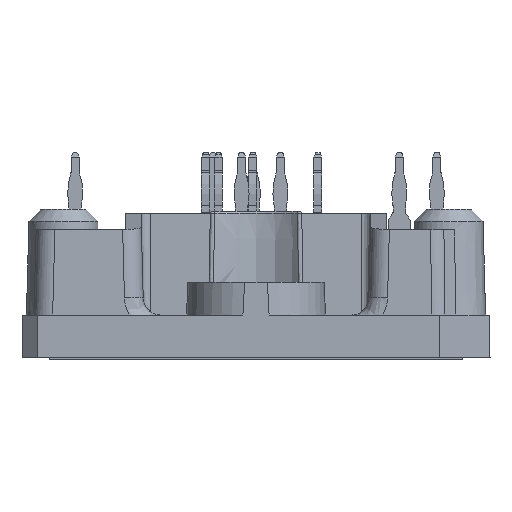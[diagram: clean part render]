
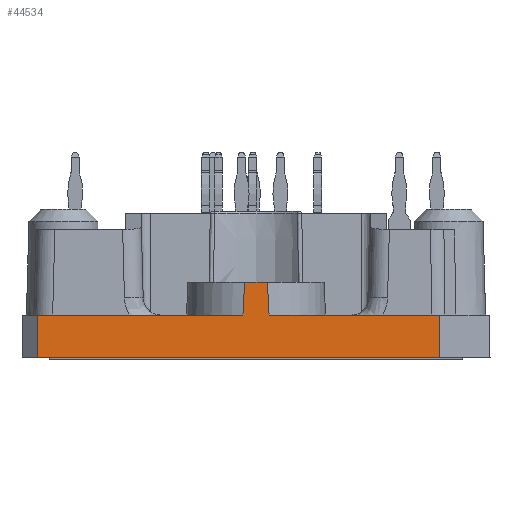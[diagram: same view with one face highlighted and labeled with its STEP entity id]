
A CAD part, left-side view. The second image highlights one B-rep face of the part: STEP entity #44534.
In plain terms, the highlighted planar face has unit normal (-1, 0, 0.018).
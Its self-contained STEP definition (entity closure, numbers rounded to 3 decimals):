
#2209=LINE('',#62103,#5469);
#2229=LINE('',#62255,#5489);
#2513=LINE('',#63104,#5773);
#2514=LINE('',#63106,#5774);
#2515=LINE('',#63108,#5775);
#2516=LINE('',#63114,#5776);
#5469=VECTOR('',#52457,1000.);
#5489=VECTOR('',#52515,1000.);
#5773=VECTOR('',#53317,1000.);
#5774=VECTOR('',#53320,1000.);
#5775=VECTOR('',#53321,1000.);
#5776=VECTOR('',#53322,1000.);
#7946=PLANE('',#47040);
#8549=B_SPLINE_CURVE_WITH_KNOTS('',3,(#63109,#63110,#63111,#63112),
 .UNSPECIFIED.,.F.,.F.,(4,4),(0.,0.003),.UNSPECIFIED.);
#8550=B_SPLINE_CURVE_WITH_KNOTS('',3,(#63116,#63117,#63118,#63119),
 .UNSPECIFIED.,.F.,.F.,(4,4),(0.,0.003),.UNSPECIFIED.);
#12634=ORIENTED_EDGE('',*,*,#19849,.T.);
#12635=ORIENTED_EDGE('',*,*,#20267,.F.);
#12636=ORIENTED_EDGE('',*,*,#20268,.F.);
#12637=ORIENTED_EDGE('',*,*,#20269,.F.);
#12638=ORIENTED_EDGE('',*,*,#19885,.T.);
#12639=ORIENTED_EDGE('',*,*,#20270,.T.);
#12640=ORIENTED_EDGE('',*,*,#20271,.F.);
#12641=ORIENTED_EDGE('',*,*,#20272,.F.);
#19849=EDGE_CURVE('',#23906,#23905,#2209,.T.);
#19885=EDGE_CURVE('',#23932,#23931,#2229,.T.);
#20267=EDGE_CURVE('',#24156,#23905,#2513,.T.);
#20268=EDGE_CURVE('',#24157,#24156,#2514,.T.);
#20269=EDGE_CURVE('',#23932,#24157,#2515,.T.);
#20270=EDGE_CURVE('',#23931,#24158,#8549,.T.);
#20271=EDGE_CURVE('',#24159,#24158,#2516,.T.);
#20272=EDGE_CURVE('',#23906,#24159,#8550,.T.);
#23905=VERTEX_POINT('',#62102);
#23906=VERTEX_POINT('',#62104);
#23931=VERTEX_POINT('',#62254);
#23932=VERTEX_POINT('',#62256);
#24156=VERTEX_POINT('',#63103);
#24157=VERTEX_POINT('',#63107);
#24158=VERTEX_POINT('',#63113);
#24159=VERTEX_POINT('',#63115);
#27951=EDGE_LOOP('',(#12634,#12635,#12636,#12637,#12638,#12639,#12640,#12641));
#29897=FACE_BOUND('',#27951,.T.);
#44534=ADVANCED_FACE('',(#29897),#7946,.T.);
#47040=AXIS2_PLACEMENT_3D('',#63105,#53318,#53319);
#52457=DIRECTION('',(0.,1.,0.));
#52515=DIRECTION('',(0.,1.,0.));
#53317=DIRECTION('',(0.017,-0.017,1.));
#53318=DIRECTION('',(-1.,0.,0.017));
#53319=DIRECTION('',(0.017,0.,1.));
#53320=DIRECTION('',(0.,1.,0.));
#53321=DIRECTION('',(-0.017,-0.007,-1.));
#53322=DIRECTION('',(0.,-1.,0.));
#62102=CARTESIAN_POINT('',(-40.941,17.43,3.4));
#62103=CARTESIAN_POINT('',(-40.941,0.,3.4));
#62104=CARTESIAN_POINT('',(-40.941,1.044,3.4));
#62254=CARTESIAN_POINT('',(-40.941,-1.044,3.4));
#62255=CARTESIAN_POINT('',(-40.941,0.,3.4));
#62256=CARTESIAN_POINT('',(-40.941,-14.675,3.4));
#63103=CARTESIAN_POINT('',(-41.,17.49,0.));
#63104=CARTESIAN_POINT('',(-40.995,17.484,0.305));
#63105=CARTESIAN_POINT('',(-41.,0.,0.));
#63106=CARTESIAN_POINT('',(-41.,0.,0.));
#63107=CARTESIAN_POINT('',(-41.,-14.7,0.));
#63108=CARTESIAN_POINT('',(-40.998,-14.699,0.134));
#63109=CARTESIAN_POINT('',(-40.941,-1.044,3.4));
#63110=CARTESIAN_POINT('',(-40.926,-1.003,4.267));
#63111=CARTESIAN_POINT('',(-40.91,-0.959,5.133));
#63112=CARTESIAN_POINT('',(-40.895,-0.913,6.));
#63113=CARTESIAN_POINT('',(-40.895,-0.913,6.));
#63114=CARTESIAN_POINT('',(-40.895,0.,6.));
#63115=CARTESIAN_POINT('',(-40.895,0.913,6.));
#63116=CARTESIAN_POINT('',(-40.941,1.044,3.4));
#63117=CARTESIAN_POINT('',(-40.926,1.003,4.267));
#63118=CARTESIAN_POINT('',(-40.91,0.959,5.133));
#63119=CARTESIAN_POINT('',(-40.895,0.913,6.));
